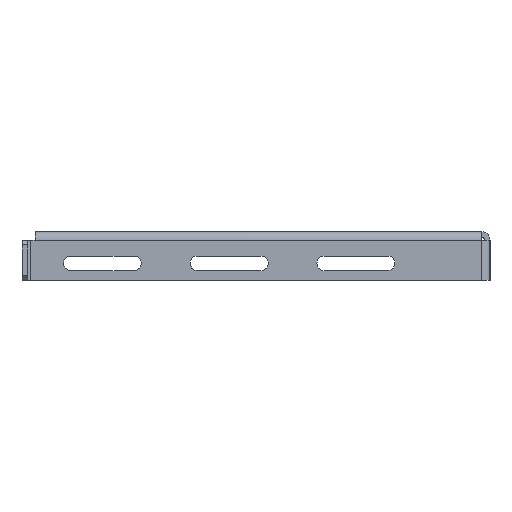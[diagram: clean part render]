
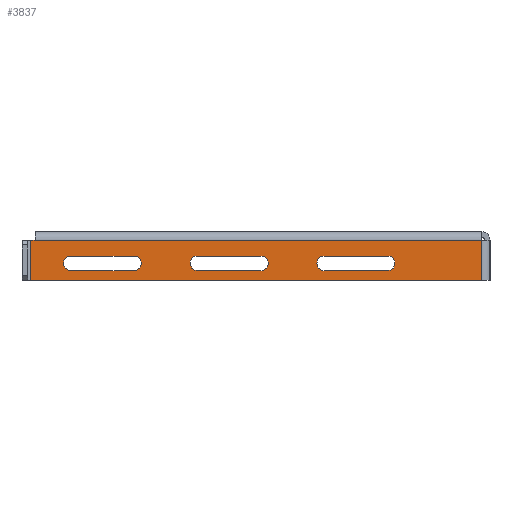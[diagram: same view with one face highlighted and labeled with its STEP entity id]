
A CAD part, left-side view. The second image highlights one B-rep face of the part: STEP entity #3837.
In plain terms, the highlighted planar face has unit normal (-1, 0, 0).
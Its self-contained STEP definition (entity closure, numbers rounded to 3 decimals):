
#194=CIRCLE('',#4096,2.381);
#197=CIRCLE('',#4101,2.381);
#198=CIRCLE('',#4104,2.381);
#201=CIRCLE('',#4109,2.381);
#202=CIRCLE('',#4112,2.381);
#205=CIRCLE('',#4117,2.381);
#804=ORIENTED_EDGE('',*,*,#1419,.T.);
#805=ORIENTED_EDGE('',*,*,#1692,.T.);
#806=ORIENTED_EDGE('',*,*,#1650,.T.);
#807=ORIENTED_EDGE('',*,*,#1704,.F.);
#808=ORIENTED_EDGE('',*,*,#1438,.T.);
#809=ORIENTED_EDGE('',*,*,#1576,.T.);
#810=ORIENTED_EDGE('',*,*,#1690,.F.);
#811=ORIENTED_EDGE('',*,*,#1688,.F.);
#812=ORIENTED_EDGE('',*,*,#1684,.F.);
#813=ORIENTED_EDGE('',*,*,#1681,.F.);
#814=ORIENTED_EDGE('',*,*,#1678,.F.);
#815=ORIENTED_EDGE('',*,*,#1676,.F.);
#816=ORIENTED_EDGE('',*,*,#1672,.F.);
#817=ORIENTED_EDGE('',*,*,#1669,.F.);
#818=ORIENTED_EDGE('',*,*,#1666,.F.);
#819=ORIENTED_EDGE('',*,*,#1664,.F.);
#820=ORIENTED_EDGE('',*,*,#1660,.F.);
#821=ORIENTED_EDGE('',*,*,#1657,.F.);
#1419=EDGE_CURVE('',#1982,#1981,#2346,.F.);
#1438=EDGE_CURVE('',#2001,#2000,#2359,.T.);
#1576=EDGE_CURVE('',#2000,#1982,#2452,.T.);
#1650=EDGE_CURVE('',#2129,#2142,#2504,.F.);
#1657=EDGE_CURVE('',#2145,#2146,#194,.T.);
#1660=EDGE_CURVE('',#2146,#2148,#2509,.T.);
#1664=EDGE_CURVE('',#2148,#2151,#197,.T.);
#1666=EDGE_CURVE('',#2151,#2145,#2513,.T.);
#1669=EDGE_CURVE('',#2153,#2154,#198,.T.);
#1672=EDGE_CURVE('',#2154,#2156,#2517,.T.);
#1676=EDGE_CURVE('',#2156,#2159,#201,.T.);
#1678=EDGE_CURVE('',#2159,#2153,#2521,.T.);
#1681=EDGE_CURVE('',#2161,#2162,#202,.T.);
#1684=EDGE_CURVE('',#2162,#2164,#2525,.T.);
#1688=EDGE_CURVE('',#2164,#2167,#205,.T.);
#1690=EDGE_CURVE('',#2167,#2161,#2529,.T.);
#1692=EDGE_CURVE('',#1981,#2129,#2531,.T.);
#1704=EDGE_CURVE('',#2001,#2142,#2543,.T.);
#1981=VERTEX_POINT('',#5432);
#1982=VERTEX_POINT('',#5434);
#2000=VERTEX_POINT('',#5472);
#2001=VERTEX_POINT('',#5474);
#2129=VERTEX_POINT('',#5882);
#2142=VERTEX_POINT('',#5917);
#2145=VERTEX_POINT('',#5930);
#2146=VERTEX_POINT('',#5932);
#2148=VERTEX_POINT('',#5938);
#2151=VERTEX_POINT('',#5946);
#2153=VERTEX_POINT('',#5954);
#2154=VERTEX_POINT('',#5956);
#2156=VERTEX_POINT('',#5962);
#2159=VERTEX_POINT('',#5970);
#2161=VERTEX_POINT('',#5978);
#2162=VERTEX_POINT('',#5980);
#2164=VERTEX_POINT('',#5986);
#2167=VERTEX_POINT('',#5994);
#2346=LINE('',#5433,#2732);
#2359=LINE('',#5473,#2745);
#2452=LINE('',#5745,#2838);
#2504=LINE('',#5918,#2890);
#2509=LINE('',#5937,#2895);
#2513=LINE('',#5949,#2899);
#2517=LINE('',#5961,#2903);
#2521=LINE('',#5973,#2907);
#2525=LINE('',#5985,#2911);
#2529=LINE('',#5997,#2915);
#2531=LINE('',#6000,#2917);
#2543=LINE('',#6021,#2929);
#2732=VECTOR('',#4325,1000.);
#2745=VECTOR('',#4354,1000.);
#2838=VECTOR('',#4623,1000.);
#2890=VECTOR('',#4759,1000.);
#2895=VECTOR('',#4782,1000.);
#2899=VECTOR('',#4794,1000.);
#2903=VECTOR('',#4806,1000.);
#2907=VECTOR('',#4818,1000.);
#2911=VECTOR('',#4830,1000.);
#2915=VECTOR('',#4842,1000.);
#2917=VECTOR('',#4846,1000.);
#2929=VECTOR('',#4868,1000.);
#3227=EDGE_LOOP('',(#804,#805,#806,#807,#808,#809));
#3228=EDGE_LOOP('',(#810,#811,#812,#813));
#3229=EDGE_LOOP('',(#814,#815,#816,#817));
#3230=EDGE_LOOP('',(#818,#819,#820,#821));
#3491=FACE_BOUND('',#3227,.T.);
#3492=FACE_BOUND('',#3228,.T.);
#3493=FACE_BOUND('',#3229,.T.);
#3494=FACE_BOUND('',#3230,.T.);
#3686=PLANE('',#4125);
#3837=ADVANCED_FACE('',(#3491,#3492,#3493,#3494),#3686,.T.);
#4096=AXIS2_PLACEMENT_3D('',#5931,#4775,#4776);
#4101=AXIS2_PLACEMENT_3D('',#5945,#4789,#4790);
#4104=AXIS2_PLACEMENT_3D('',#5955,#4799,#4800);
#4109=AXIS2_PLACEMENT_3D('',#5969,#4813,#4814);
#4112=AXIS2_PLACEMENT_3D('',#5979,#4823,#4824);
#4117=AXIS2_PLACEMENT_3D('',#5993,#4837,#4838);
#4125=AXIS2_PLACEMENT_3D('',#6022,#4869,#4870);
#4325=DIRECTION('',(0.,-1.,0.));
#4354=DIRECTION('',(0.,-1.,0.));
#4623=DIRECTION('',(0.,0.,1.));
#4759=DIRECTION('',(0.,-1.,0.));
#4775=DIRECTION('',(-1.,0.,0.));
#4776=DIRECTION('',(0.,-1.,0.));
#4782=DIRECTION('',(0.,-1.,0.));
#4789=DIRECTION('',(-1.,0.,0.));
#4790=DIRECTION('',(0.,-1.,0.));
#4794=DIRECTION('',(0.,1.,0.));
#4799=DIRECTION('',(-1.,0.,0.));
#4800=DIRECTION('',(0.,-1.,0.));
#4806=DIRECTION('',(0.,-1.,0.));
#4813=DIRECTION('',(-1.,0.,0.));
#4814=DIRECTION('',(0.,-1.,0.));
#4818=DIRECTION('',(0.,1.,0.));
#4823=DIRECTION('',(-1.,0.,0.));
#4824=DIRECTION('',(0.,-1.,0.));
#4830=DIRECTION('',(0.,-1.,0.));
#4837=DIRECTION('',(-1.,0.,0.));
#4838=DIRECTION('',(0.,-1.,0.));
#4842=DIRECTION('',(0.,1.,0.));
#4846=DIRECTION('',(0.,1.,0.));
#4868=DIRECTION('',(0.,0.,1.));
#4869=DIRECTION('',(-1.,0.,0.));
#4870=DIRECTION('',(0.,-1.,0.));
#5432=CARTESIAN_POINT('',(-222.25,-149.632,6.109));
#5433=CARTESIAN_POINT('',(-222.25,-149.657,6.109));
#5434=CARTESIAN_POINT('',(-222.25,-149.657,6.109));
#5472=CARTESIAN_POINT('',(-222.25,-149.657,-7.023));
#5473=CARTESIAN_POINT('',(-222.25,0.,-7.023));
#5474=CARTESIAN_POINT('',(-222.25,-2.743,-7.023));
#5745=CARTESIAN_POINT('',(-222.25,-149.657,-7.023));
#5882=CARTESIAN_POINT('',(-222.25,-4.331,6.109));
#5917=CARTESIAN_POINT('',(-222.25,-2.743,6.109));
#5918=CARTESIAN_POINT('',(-222.25,-149.657,6.109));
#5930=CARTESIAN_POINT('',(-222.25,-15.875,0.914));
#5931=CARTESIAN_POINT('',(-222.25,-15.875,-1.467));
#5932=CARTESIAN_POINT('',(-222.25,-15.875,-3.848));
#5937=CARTESIAN_POINT('',(-222.25,0.,-3.848));
#5938=CARTESIAN_POINT('',(-222.25,-36.513,-3.848));
#5945=CARTESIAN_POINT('',(-222.25,-36.513,-1.467));
#5946=CARTESIAN_POINT('',(-222.25,-36.513,0.914));
#5949=CARTESIAN_POINT('',(-222.25,0.,0.914));
#5954=CARTESIAN_POINT('',(-222.25,-57.15,0.914));
#5955=CARTESIAN_POINT('',(-222.25,-57.15,-1.467));
#5956=CARTESIAN_POINT('',(-222.25,-57.15,-3.848));
#5961=CARTESIAN_POINT('',(-222.25,-41.275,-3.848));
#5962=CARTESIAN_POINT('',(-222.25,-77.788,-3.848));
#5969=CARTESIAN_POINT('',(-222.25,-77.788,-1.467));
#5970=CARTESIAN_POINT('',(-222.25,-77.788,0.914));
#5973=CARTESIAN_POINT('',(-222.25,-41.275,0.914));
#5978=CARTESIAN_POINT('',(-222.25,-98.425,0.914));
#5979=CARTESIAN_POINT('',(-222.25,-98.425,-1.467));
#5980=CARTESIAN_POINT('',(-222.25,-98.425,-3.848));
#5985=CARTESIAN_POINT('',(-222.25,-82.55,-3.848));
#5986=CARTESIAN_POINT('',(-222.25,-119.063,-3.848));
#5993=CARTESIAN_POINT('',(-222.25,-119.063,-1.467));
#5994=CARTESIAN_POINT('',(-222.25,-119.063,0.914));
#5997=CARTESIAN_POINT('',(-222.25,-82.55,0.914));
#6000=CARTESIAN_POINT('',(-222.25,-76.981,6.109));
#6021=CARTESIAN_POINT('',(-222.25,-2.743,-7.023));
#6022=CARTESIAN_POINT('',(-222.25,0.,-7.023));
